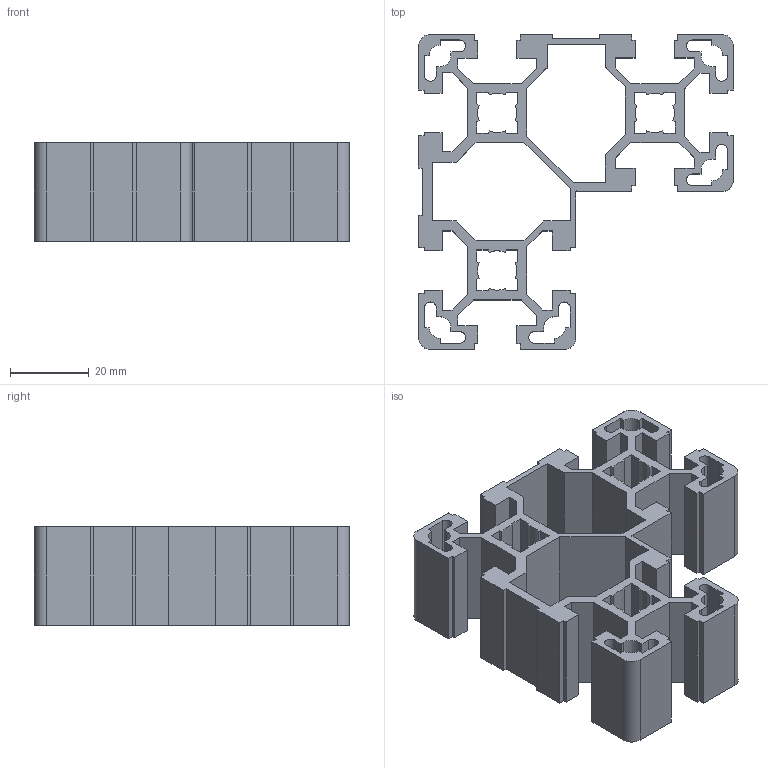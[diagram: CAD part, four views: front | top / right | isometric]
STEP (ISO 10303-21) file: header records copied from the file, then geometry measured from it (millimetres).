
FILE_DESCRIPTION((''),'2;1');
FILE_NAME('40x80x80.ipt.stp','2011-06-06T11:21:24',(''),(''),'Autodesk Inventor 2011','Autodesk Inventor 2011','');
FILE_SCHEMA(('AUTOMOTIVE_DESIGN { 1 0 10303 214 1 1 1 1 }'));
Length unit declared in the file: millimetre
Products named in the file (1): 40x80x80
Bounding box: 80 x 80 x 25 mm (x, y, z)
Volume: 35410.2 mm3; surface area: 32146.8 mm2
Topology: 1 solids, 1 shells, 278 faces, 828 edges, 552 vertices
Faces by surface type: plane 241, cylinder 37
Entity records: 9272 total; most frequent: CARTESIAN_POINT 1659, ORIENTED_EDGE 1656, DIRECTION 1460, EDGE_CURVE 828, VECTOR 754, LINE 754, VERTEX_POINT 552, AXIS2_PLACEMENT_3D 353
